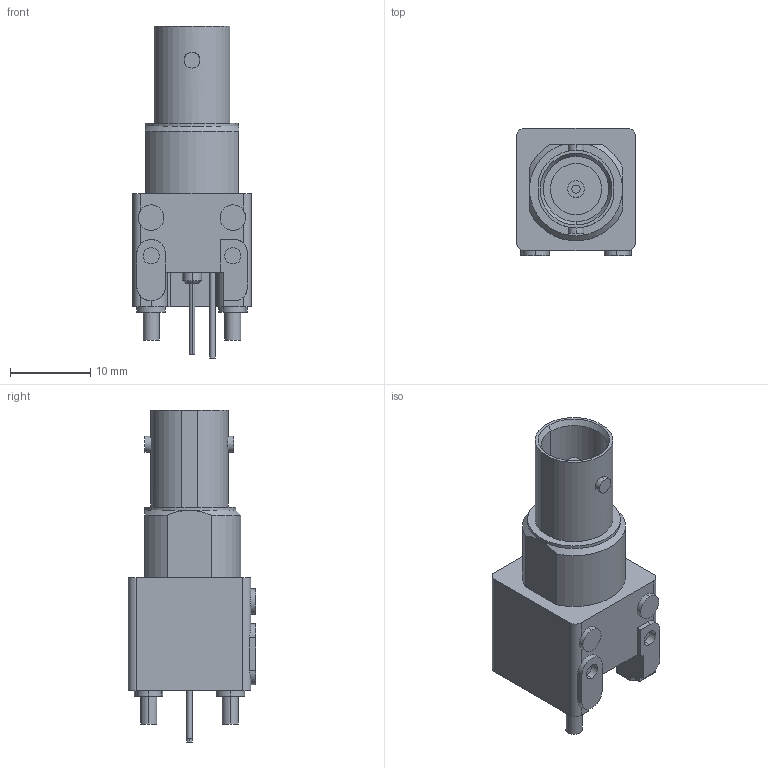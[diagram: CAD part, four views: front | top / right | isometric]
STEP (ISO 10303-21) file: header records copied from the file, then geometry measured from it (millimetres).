
FILE_DESCRIPTION((''),'2;1');
FILE_NAME('C-5222132-01-3','2007-09-01T',('workeradm'),('Tyco Electronics Corporation'),'PRO/ENGINEER BY PARAMETRIC TECHNOLOGY CORPORATION, 2005450','PRO/ENGINEER BY PARAMETRIC TECHNOLOGY CORPORATION, 2005450','');
FILE_SCHEMA(('CONFIG_CONTROL_DESIGN', 'GEOMETRIC_VALIDATION_PROPERTIES_MIM'));
Length unit declared in the file: millimetre
Products named in the file (1): C-5222132-01-3
Bounding box: 14.76 x 15.88 x 41.27 mm (x, y, z)
Volume: 4181 mm3; surface area: 2545.6 mm2
Topology: 1 solids, 1 shells, 117 faces, 289 edges, 191 vertices
Faces by surface type: cylinder 60, plane 52, cone 5
Entity records: 3744 total; most frequent: CARTESIAN_POINT 737, DIRECTION 631, ORIENTED_EDGE 578, EDGE_CURVE 289, AXIS2_PLACEMENT_3D 240, VERTEX_POINT 191, VECTOR 151, LINE 151
